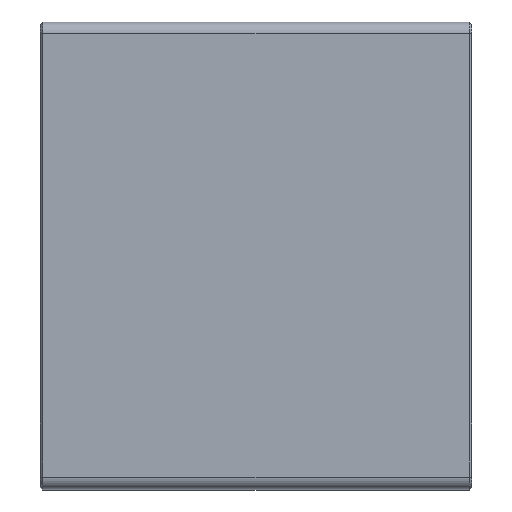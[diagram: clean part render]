
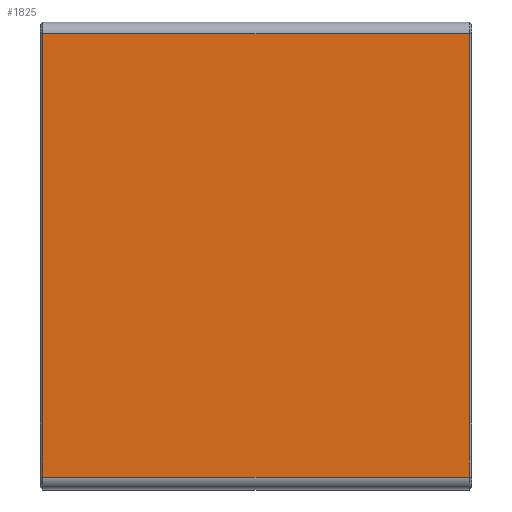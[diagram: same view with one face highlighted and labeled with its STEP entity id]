
A CAD part, top view. The second image highlights one B-rep face of the part: STEP entity #1825.
In plain terms, the highlighted planar face has unit normal (0, 0, 1).
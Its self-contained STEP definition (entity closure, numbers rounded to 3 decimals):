
#43 = ORIENTED_EDGE ( 'NONE', *, *, #944, .T. ) ;
#54 = CARTESIAN_POINT ( 'NONE',  ( 17.8, 16., 25. ) ) ;
#57 = LINE ( 'NONE', #1555, #812 ) ;
#197 = FACE_OUTER_BOUND ( 'NONE', #1787, .T. ) ;
#250 = EDGE_CURVE ( 'NONE', #494, #1639, #1316, .T. ) ;
#469 = CARTESIAN_POINT ( 'NONE',  ( -17.8, -21., 25. ) ) ;
#488 = CARTESIAN_POINT ( 'NONE',  ( -17.8, 17., 25. ) ) ;
#494 = VERTEX_POINT ( 'NONE', #54 ) ;
#554 = CARTESIAN_POINT ( 'NONE',  ( 18., 17., 25. ) ) ;
#656 = DIRECTION ( 'NONE',  ( 1., 0., 0. ) ) ;
#738 = DIRECTION ( 'NONE',  ( -1., 0., 0. ) ) ;
#767 = DIRECTION ( 'NONE',  ( 0., -1., 0. ) ) ;
#812 = VECTOR ( 'NONE', #1694, 1000. ) ;
#834 = DIRECTION ( 'NONE',  ( 0., 1., 0. ) ) ;
#923 = VERTEX_POINT ( 'NONE', #469 ) ;
#944 = EDGE_CURVE ( 'NONE', #1448, #494, #57, .T. ) ;
#958 = CARTESIAN_POINT ( 'NONE',  ( -17.8, 16., 25. ) ) ;
#968 = EDGE_CURVE ( 'NONE', #1639, #923, #1899, .T. ) ;
#1060 = CARTESIAN_POINT ( 'NONE',  ( 18., 16., 25. ) ) ;
#1069 = ORIENTED_EDGE ( 'NONE', *, *, #250, .T. ) ;
#1156 = PLANE ( 'NONE',  #1720 ) ;
#1175 = LINE ( 'NONE', #1267, #1729 ) ;
#1267 = CARTESIAN_POINT ( 'NONE',  ( 18., -21., 25. ) ) ;
#1307 = DIRECTION ( 'NONE',  ( 0., 0., -1. ) ) ;
#1316 = LINE ( 'NONE', #1060, #1630 ) ;
#1329 = ORIENTED_EDGE ( 'NONE', *, *, #1633, .T. ) ;
#1448 = VERTEX_POINT ( 'NONE', #1514 ) ;
#1490 = VECTOR ( 'NONE', #767, 1000. ) ;
#1514 = CARTESIAN_POINT ( 'NONE',  ( 17.8, -21., 25. ) ) ;
#1555 = CARTESIAN_POINT ( 'NONE',  ( 17.8, 16., 25. ) ) ;
#1630 = VECTOR ( 'NONE', #738, 1000. ) ;
#1633 = EDGE_CURVE ( 'NONE', #923, #1448, #1175, .T. ) ;
#1639 = VERTEX_POINT ( 'NONE', #958 ) ;
#1694 = DIRECTION ( 'NONE',  ( 0., 1., 0. ) ) ;
#1720 = AXIS2_PLACEMENT_3D ( 'NONE', #554, #1307, #834 ) ;
#1729 = VECTOR ( 'NONE', #656, 1000. ) ;
#1787 = EDGE_LOOP ( 'NONE', ( #1069, #1803, #1329, #43 ) ) ;
#1803 = ORIENTED_EDGE ( 'NONE', *, *, #968, .T. ) ;
#1825 = ADVANCED_FACE ( 'NONE', ( #197 ), #1156, .F. ) ;
#1899 = LINE ( 'NONE', #488, #1490 ) ;
